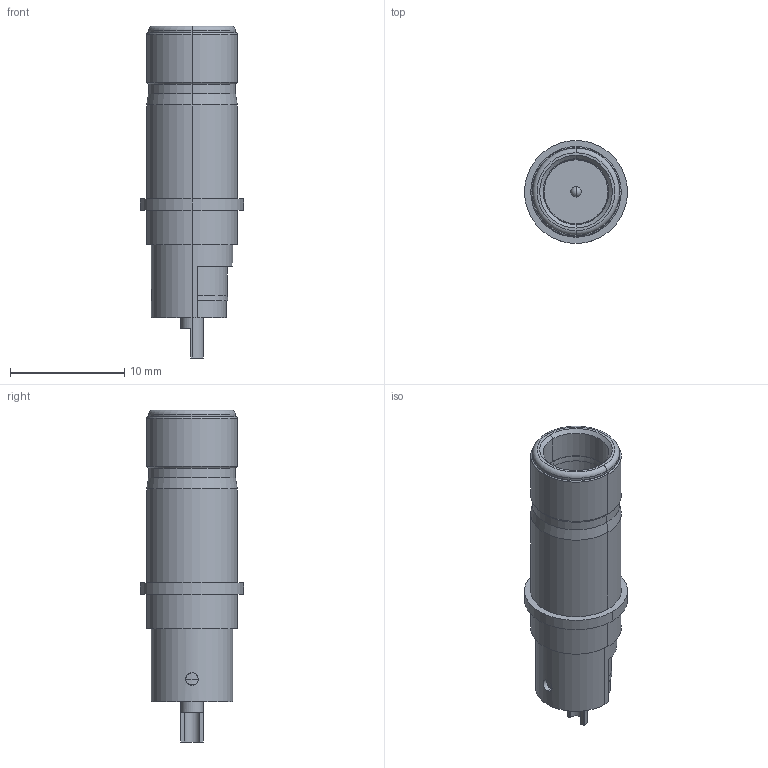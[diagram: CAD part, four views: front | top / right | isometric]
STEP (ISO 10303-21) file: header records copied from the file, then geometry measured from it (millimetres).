
FILE_DESCRIPTION (( 'STEP AP214' ), '1' );
FILE_NAME ('50-01042.STEP', '2026-02-04T00:44:52', ( '' ), ( '' ), 'SwSTEP 2.0', 'SolidWorks 2025', '' );
FILE_SCHEMA (( 'AUTOMOTIVE_DESIGN' ));
Length unit declared in the file: millimetre
Products named in the file (6): H679-290____.STEP; H679-290______.STEP; H679-290-A____-0.STEP; H679-290-A(50-01042).STEP; H679-290-A____.STEP; 50-01042
Assembly tree (5 placements, depth 3):
  50-01042
    H679-290-A(50-01042).STEP
      H679-290______.STEP
      H679-290-A____.STEP
      H679-290____.STEP
      H679-290-A____-0.STEP
Bounding box: 9 x 9 x 29 mm (x, y, z)
Volume: 966.9 mm3; surface area: 3312.1 mm2
Topology: 4 solids, 4 shells, 115 faces, 252 edges, 154 vertices
Faces by surface type: cylinder 60, plane 29, torus 12, cone 12, sphere 2
Entity records: 3400 total; most frequent: DIRECTION 640, CARTESIAN_POINT 584, ORIENTED_EDGE 494, AXIS2_PLACEMENT_3D 275, EDGE_CURVE 247, VERTEX_POINT 153, CIRCLE 151, EDGE_LOOP 138
